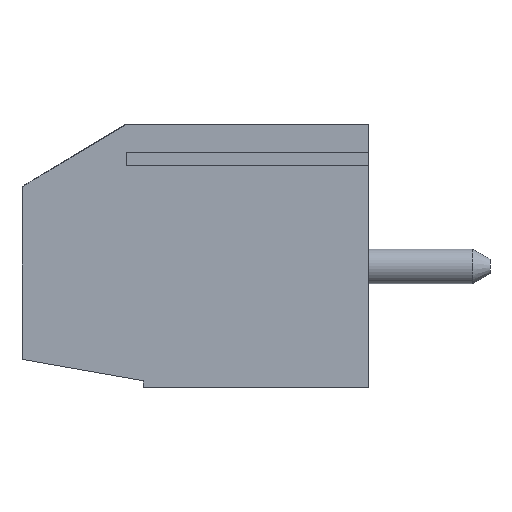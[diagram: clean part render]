
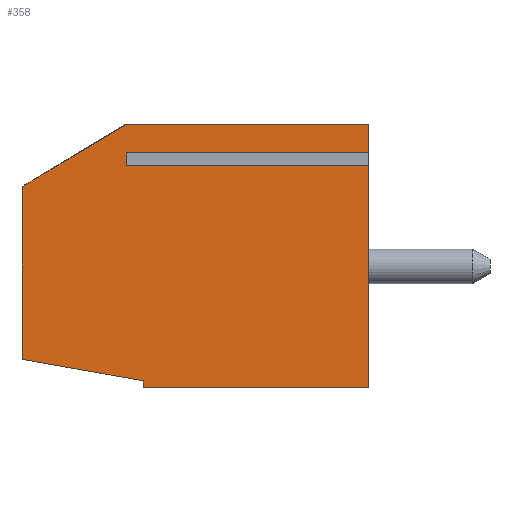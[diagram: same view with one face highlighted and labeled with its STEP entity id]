
A CAD part, left-side view. The second image highlights one B-rep face of the part: STEP entity #358.
In plain terms, the highlighted planar face has unit normal (-1, 0, 0).
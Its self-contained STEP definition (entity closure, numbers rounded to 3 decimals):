
#103 = DIRECTION ( 'NONE',  ( 0., -0.857, 0.514 ) ) ;
#188 = CARTESIAN_POINT ( 'NONE',  ( -7.5, 8., 3.282 ) ) ;
#205 = VERTEX_POINT ( 'NONE', #504 ) ;
#254 = FACE_OUTER_BOUND ( 'NONE', #629, .T. ) ;
#302 = VECTOR ( 'NONE', #2035, 1000. ) ;
#340 = CARTESIAN_POINT ( 'NONE',  ( -7.5, 0., 3.282 ) ) ;
#358 = ADVANCED_FACE ( 'NONE', ( #254 ), #2143, .T. ) ;
#436 = EDGE_CURVE ( 'NONE', #205, #3119, #4144, .T. ) ;
#493 = VECTOR ( 'NONE', #4250, 1000. ) ;
#504 = CARTESIAN_POINT ( 'NONE',  ( -7.5, 10., 2.3 ) ) ;
#508 = LINE ( 'NONE', #2149, #2284 ) ;
#555 = CARTESIAN_POINT ( 'NONE',  ( -7.5, 7., 3.282 ) ) ;
#565 = LINE ( 'NONE', #555, #4195 ) ;
#629 = EDGE_LOOP ( 'NONE', ( #3231, #984, #756, #2523, #1464, #2195, #2860, #4568, #1499, #2372, #3398 ) ) ;
#667 = VECTOR ( 'NONE', #751, 1000. ) ;
#671 = CARTESIAN_POINT ( 'NONE',  ( -7.5, 10., -2.683 ) ) ;
#681 = CARTESIAN_POINT ( 'NONE',  ( -7.5, 0., -3.5 ) ) ;
#751 = DIRECTION ( 'NONE',  ( 0., 1., 0. ) ) ;
#756 = ORIENTED_EDGE ( 'NONE', *, *, #3690, .F. ) ;
#779 = DIRECTION ( 'NONE',  ( 0., -1., 0. ) ) ;
#845 = AXIS2_PLACEMENT_3D ( 'NONE', #2530, #3244, #1473 ) ;
#914 = DIRECTION ( 'NONE',  ( 0., -1., 0. ) ) ;
#964 = VECTOR ( 'NONE', #103, 1000. ) ;
#966 = VERTEX_POINT ( 'NONE', #671 ) ;
#984 = ORIENTED_EDGE ( 'NONE', *, *, #3934, .F. ) ;
#997 = LINE ( 'NONE', #2557, #667 ) ;
#1123 = LINE ( 'NONE', #1526, #2674 ) ;
#1162 = DIRECTION ( 'NONE',  ( 0., 0., -1. ) ) ;
#1283 = DIRECTION ( 'NONE',  ( 0., 0., -1. ) ) ;
#1444 = LINE ( 'NONE', #2831, #493 ) ;
#1464 = ORIENTED_EDGE ( 'NONE', *, *, #3851, .F. ) ;
#1473 = DIRECTION ( 'NONE',  ( 0., 0., 1. ) ) ;
#1499 = ORIENTED_EDGE ( 'NONE', *, *, #4214, .F. ) ;
#1525 = VERTEX_POINT ( 'NONE', #340 ) ;
#1526 = CARTESIAN_POINT ( 'NONE',  ( -7.5, 8., 2.918 ) ) ;
#1615 = VECTOR ( 'NONE', #3024, 1000. ) ;
#1827 = LINE ( 'NONE', #3995, #4125 ) ;
#1888 = CARTESIAN_POINT ( 'NONE',  ( -7.5, 7., 4.1 ) ) ;
#1939 = LINE ( 'NONE', #3418, #4016 ) ;
#1947 = CARTESIAN_POINT ( 'NONE',  ( -7.5, 6.5, -3.3 ) ) ;
#2035 = DIRECTION ( 'NONE',  ( 0., -1., 0. ) ) ;
#2059 = VECTOR ( 'NONE', #914, 1000. ) ;
#2082 = EDGE_CURVE ( 'NONE', #3180, #2798, #997, .T. ) ;
#2143 = PLANE ( 'NONE',  #845 ) ;
#2149 = CARTESIAN_POINT ( 'NONE',  ( -7.5, 10., 2.3 ) ) ;
#2195 = ORIENTED_EDGE ( 'NONE', *, *, #4543, .F. ) ;
#2284 = VECTOR ( 'NONE', #4232, 1000. ) ;
#2339 = EDGE_CURVE ( 'NONE', #3420, #1525, #2768, .T. ) ;
#2372 = ORIENTED_EDGE ( 'NONE', *, *, #3340, .F. ) ;
#2448 = CARTESIAN_POINT ( 'NONE',  ( -7.5, 7., 4.1 ) ) ;
#2523 = ORIENTED_EDGE ( 'NONE', *, *, #436, .F. ) ;
#2530 = CARTESIAN_POINT ( 'NONE',  ( -7.5, 0., 0. ) ) ;
#2557 = CARTESIAN_POINT ( 'NONE',  ( -7.5, 6.5, -3.5 ) ) ;
#2674 = VECTOR ( 'NONE', #779, 1000. ) ;
#2768 = LINE ( 'NONE', #188, #2059 ) ;
#2778 = CARTESIAN_POINT ( 'NONE',  ( -7.5, 6.5, -3.3 ) ) ;
#2798 = VERTEX_POINT ( 'NONE', #3655 ) ;
#2831 = CARTESIAN_POINT ( 'NONE',  ( -7.5, 10., -2.683 ) ) ;
#2860 = ORIENTED_EDGE ( 'NONE', *, *, #4061, .F. ) ;
#2933 = EDGE_CURVE ( 'NONE', #3420, #4450, #565, .T. ) ;
#3024 = DIRECTION ( 'NONE',  ( 0., 0., 1. ) ) ;
#3119 = VERTEX_POINT ( 'NONE', #2448 ) ;
#3152 = VERTEX_POINT ( 'NONE', #2778 ) ;
#3180 = VERTEX_POINT ( 'NONE', #681 ) ;
#3192 = VERTEX_POINT ( 'NONE', #3570 ) ;
#3231 = ORIENTED_EDGE ( 'NONE', *, *, #2339, .T. ) ;
#3244 = DIRECTION ( 'NONE',  ( -1., 0., 0. ) ) ;
#3340 = EDGE_CURVE ( 'NONE', #4450, #3192, #1123, .T. ) ;
#3398 = ORIENTED_EDGE ( 'NONE', *, *, #2933, .F. ) ;
#3418 = CARTESIAN_POINT ( 'NONE',  ( -7.5, 0., 0. ) ) ;
#3420 = VERTEX_POINT ( 'NONE', #3680 ) ;
#3492 = CARTESIAN_POINT ( 'NONE',  ( -7.5, 7., 2.918 ) ) ;
#3536 = VERTEX_POINT ( 'NONE', #3739 ) ;
#3570 = CARTESIAN_POINT ( 'NONE',  ( -7.5, 0., 2.918 ) ) ;
#3655 = CARTESIAN_POINT ( 'NONE',  ( -7.5, 6.5, -3.5 ) ) ;
#3680 = CARTESIAN_POINT ( 'NONE',  ( -7.5, 7., 3.282 ) ) ;
#3690 = EDGE_CURVE ( 'NONE', #3119, #3536, #3774, .T. ) ;
#3703 = DIRECTION ( 'NONE',  ( 0., 0., -1. ) ) ;
#3739 = CARTESIAN_POINT ( 'NONE',  ( -7.5, 0., 4.1 ) ) ;
#3774 = LINE ( 'NONE', #4120, #302 ) ;
#3851 = EDGE_CURVE ( 'NONE', #966, #205, #508, .T. ) ;
#3934 = EDGE_CURVE ( 'NONE', #3536, #1525, #1827, .T. ) ;
#3995 = CARTESIAN_POINT ( 'NONE',  ( -7.5, 0., 0. ) ) ;
#4016 = VECTOR ( 'NONE', #1283, 1000. ) ;
#4061 = EDGE_CURVE ( 'NONE', #2798, #3152, #4417, .T. ) ;
#4120 = CARTESIAN_POINT ( 'NONE',  ( -7.5, 0., 4.1 ) ) ;
#4125 = VECTOR ( 'NONE', #1162, 1000. ) ;
#4144 = LINE ( 'NONE', #1888, #964 ) ;
#4195 = VECTOR ( 'NONE', #3703, 1000. ) ;
#4214 = EDGE_CURVE ( 'NONE', #3192, #3180, #1939, .T. ) ;
#4232 = DIRECTION ( 'NONE',  ( 0., 0., 1. ) ) ;
#4250 = DIRECTION ( 'NONE',  ( 0., 0.985, 0.174 ) ) ;
#4417 = LINE ( 'NONE', #1947, #1615 ) ;
#4450 = VERTEX_POINT ( 'NONE', #3492 ) ;
#4543 = EDGE_CURVE ( 'NONE', #3152, #966, #1444, .T. ) ;
#4568 = ORIENTED_EDGE ( 'NONE', *, *, #2082, .F. ) ;
